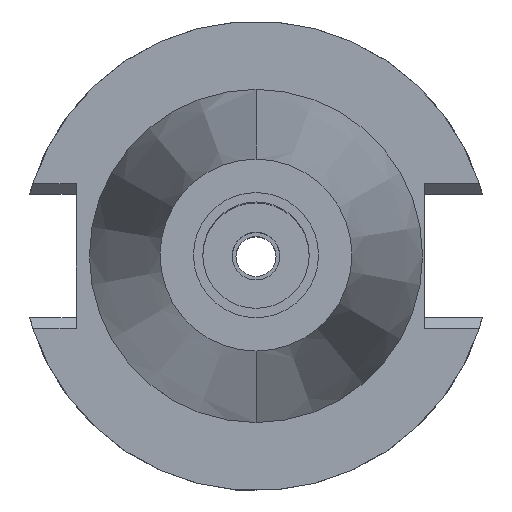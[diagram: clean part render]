
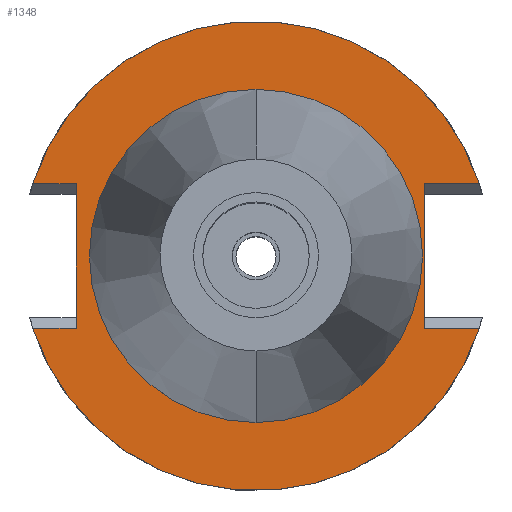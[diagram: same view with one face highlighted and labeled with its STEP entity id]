
A CAD part, top view. The second image highlights one B-rep face of the part: STEP entity #1348.
In plain terms, the highlighted planar face has unit normal (0, 0, 1).
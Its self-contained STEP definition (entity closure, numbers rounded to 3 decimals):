
#102 = LINE ( 'NONE', #886, #132 ) ;
#106 = DIRECTION ( 'NONE',  ( 0., -1., 0. ) ) ;
#132 = VECTOR ( 'NONE', #2115, 1000. ) ;
#164 = CARTESIAN_POINT ( 'NONE',  ( -37.68, 15.155, -1.5 ) ) ;
#305 = EDGE_CURVE ( 'NONE', #506, #2202, #1261, .T. ) ;
#382 = VERTEX_POINT ( 'NONE', #533 ) ;
#388 = EDGE_CURVE ( 'NONE', #1889, #1021, #881, .T. ) ;
#450 = FACE_OUTER_BOUND ( 'NONE', #1577, .T. ) ;
#463 = CARTESIAN_POINT ( 'NONE',  ( -37.68, -15.155, -1.5 ) ) ;
#506 = VERTEX_POINT ( 'NONE', #3144 ) ;
#516 = DIRECTION ( 'NONE',  ( 0., -1., 0. ) ) ;
#533 = CARTESIAN_POINT ( 'NONE',  ( 35.27, -15.155, -1.5 ) ) ;
#537 = DIRECTION ( 'NONE',  ( 0., 1., 0. ) ) ;
#548 = CARTESIAN_POINT ( 'NONE',  ( 0., 0., -1.5 ) ) ;
#584 = CARTESIAN_POINT ( 'NONE',  ( 0., -34.925, -1.5 ) ) ;
#715 = VERTEX_POINT ( 'NONE', #2516 ) ;
#727 = ORIENTED_EDGE ( 'NONE', *, *, #854, .F. ) ;
#854 = EDGE_CURVE ( 'NONE', #2906, #1889, #938, .T. ) ;
#881 = CIRCLE ( 'NONE', #3015, 49.212 ) ;
#886 = CARTESIAN_POINT ( 'NONE',  ( 35.27, 15.155, -1.5 ) ) ;
#900 = AXIS2_PLACEMENT_3D ( 'NONE', #2953, #2361, #537 ) ;
#925 = LINE ( 'NONE', #3213, #1124 ) ;
#938 = LINE ( 'NONE', #164, #2809 ) ;
#1005 = CIRCLE ( 'NONE', #2774, 34.925 ) ;
#1007 = DIRECTION ( 'NONE',  ( -1., 0., 0. ) ) ;
#1021 = VERTEX_POINT ( 'NONE', #3309 ) ;
#1028 = CARTESIAN_POINT ( 'NONE',  ( 35.27, 15.155, -1.5 ) ) ;
#1051 = ORIENTED_EDGE ( 'NONE', *, *, #305, .T. ) ;
#1063 = AXIS2_PLACEMENT_3D ( 'NONE', #1249, #1232, #516 ) ;
#1094 = VECTOR ( 'NONE', #1007, 1000. ) ;
#1124 = VECTOR ( 'NONE', #2689, 1000. ) ;
#1128 = CARTESIAN_POINT ( 'NONE',  ( -46.821, -15.155, -1.5 ) ) ;
#1135 = ORIENTED_EDGE ( 'NONE', *, *, #3303, .F. ) ;
#1232 = DIRECTION ( 'NONE',  ( 0., 0., -1. ) ) ;
#1249 = CARTESIAN_POINT ( 'NONE',  ( 0., 0., -1.5 ) ) ;
#1261 = LINE ( 'NONE', #3291, #1094 ) ;
#1348 = ADVANCED_FACE ( 'NONE', ( #450, #2043 ), #1772, .F. ) ;
#1515 = DIRECTION ( 'NONE',  ( 0., -1., 0. ) ) ;
#1560 = VERTEX_POINT ( 'NONE', #1852 ) ;
#1571 = CARTESIAN_POINT ( 'NONE',  ( 35.27, 15.155, -1.5 ) ) ;
#1577 = EDGE_LOOP ( 'NONE', ( #1051, #1806, #2488, #3141, #2813, #2795, #727, #1135 ) ) ;
#1616 = LINE ( 'NONE', #1571, #2508 ) ;
#1649 = CARTESIAN_POINT ( 'NONE',  ( 0., 0., -1.5 ) ) ;
#1772 = PLANE ( 'NONE',  #2602 ) ;
#1806 = ORIENTED_EDGE ( 'NONE', *, *, #3320, .F. ) ;
#1845 = DIRECTION ( 'NONE',  ( 0., 1., 0. ) ) ;
#1852 = CARTESIAN_POINT ( 'NONE',  ( 0., 34.925, -1.5 ) ) ;
#1870 = CARTESIAN_POINT ( 'NONE',  ( -37.68, 15.155, -1.5 ) ) ;
#1889 = VERTEX_POINT ( 'NONE', #1989 ) ;
#1965 = DIRECTION ( 'NONE',  ( -1., 0., 0. ) ) ;
#1988 = LINE ( 'NONE', #463, #2620 ) ;
#1989 = CARTESIAN_POINT ( 'NONE',  ( -46.821, 15.155, -1.5 ) ) ;
#2043 = FACE_BOUND ( 'NONE', #2764, .T. ) ;
#2049 = EDGE_CURVE ( 'NONE', #382, #715, #925, .T. ) ;
#2090 = DIRECTION ( 'NONE',  ( 0., 0., -1. ) ) ;
#2115 = DIRECTION ( 'NONE',  ( 1., 0., 0. ) ) ;
#2135 = CIRCLE ( 'NONE', #1063, 49.212 ) ;
#2155 = VERTEX_POINT ( 'NONE', #584 ) ;
#2202 = VERTEX_POINT ( 'NONE', #1128 ) ;
#2348 = CIRCLE ( 'NONE', #900, 34.925 ) ;
#2361 = DIRECTION ( 'NONE',  ( 0., 0., 1. ) ) ;
#2488 = ORIENTED_EDGE ( 'NONE', *, *, #2049, .F. ) ;
#2508 = VECTOR ( 'NONE', #3147, 1000. ) ;
#2516 = CARTESIAN_POINT ( 'NONE',  ( 46.821, -15.155, -1.5 ) ) ;
#2526 = DIRECTION ( 'NONE',  ( 0., 0., -1. ) ) ;
#2602 = AXIS2_PLACEMENT_3D ( 'NONE', #2986, #2526, #1515 ) ;
#2620 = VECTOR ( 'NONE', #2789, 1000. ) ;
#2689 = DIRECTION ( 'NONE',  ( 1., 0., 0. ) ) ;
#2709 = EDGE_CURVE ( 'NONE', #3253, #1021, #102, .T. ) ;
#2722 = DIRECTION ( 'NONE',  ( 0., 0., 1. ) ) ;
#2764 = EDGE_LOOP ( 'NONE', ( #3292, #3008 ) ) ;
#2774 = AXIS2_PLACEMENT_3D ( 'NONE', #1649, #2722, #106 ) ;
#2789 = DIRECTION ( 'NONE',  ( 0., 1., 0. ) ) ;
#2795 = ORIENTED_EDGE ( 'NONE', *, *, #388, .F. ) ;
#2809 = VECTOR ( 'NONE', #1965, 1000. ) ;
#2813 = ORIENTED_EDGE ( 'NONE', *, *, #2709, .T. ) ;
#2838 = EDGE_CURVE ( 'NONE', #1560, #2155, #2348, .T. ) ;
#2906 = VERTEX_POINT ( 'NONE', #1870 ) ;
#2907 = EDGE_CURVE ( 'NONE', #3253, #382, #1616, .T. ) ;
#2953 = CARTESIAN_POINT ( 'NONE',  ( 0., 0., -1.5 ) ) ;
#2986 = CARTESIAN_POINT ( 'NONE',  ( 0., 0., -1.5 ) ) ;
#3008 = ORIENTED_EDGE ( 'NONE', *, *, #3108, .F. ) ;
#3015 = AXIS2_PLACEMENT_3D ( 'NONE', #548, #2090, #1845 ) ;
#3108 = EDGE_CURVE ( 'NONE', #2155, #1560, #1005, .T. ) ;
#3141 = ORIENTED_EDGE ( 'NONE', *, *, #2907, .F. ) ;
#3144 = CARTESIAN_POINT ( 'NONE',  ( -37.68, -15.155, -1.5 ) ) ;
#3147 = DIRECTION ( 'NONE',  ( 0., -1., 0. ) ) ;
#3213 = CARTESIAN_POINT ( 'NONE',  ( 35.27, -15.155, -1.5 ) ) ;
#3253 = VERTEX_POINT ( 'NONE', #1028 ) ;
#3291 = CARTESIAN_POINT ( 'NONE',  ( -37.68, -15.155, -1.5 ) ) ;
#3292 = ORIENTED_EDGE ( 'NONE', *, *, #2838, .F. ) ;
#3303 = EDGE_CURVE ( 'NONE', #506, #2906, #1988, .T. ) ;
#3309 = CARTESIAN_POINT ( 'NONE',  ( 46.821, 15.155, -1.5 ) ) ;
#3320 = EDGE_CURVE ( 'NONE', #715, #2202, #2135, .T. ) ;
